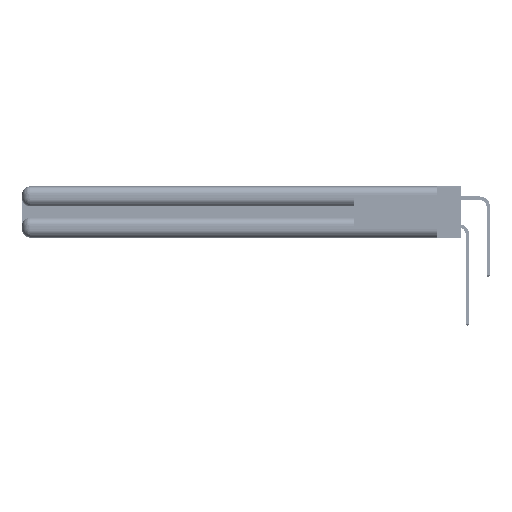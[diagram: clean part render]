
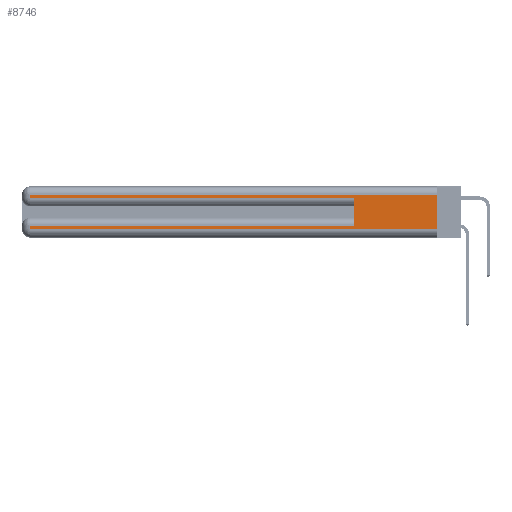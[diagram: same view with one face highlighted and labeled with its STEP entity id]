
A CAD part, left-side view. The second image highlights one B-rep face of the part: STEP entity #8746.
In plain terms, the highlighted planar face has unit normal (-1, 0, 0).
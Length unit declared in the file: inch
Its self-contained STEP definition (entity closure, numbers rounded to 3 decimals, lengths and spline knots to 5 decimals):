
#133 = VERTEX_POINT ( 'NONE', #45411 ) ;
#879 = VERTEX_POINT ( 'NONE', #43024 ) ;
#1881 = LINE ( 'NONE', #34769, #36127 ) ;
#2799 = CARTESIAN_POINT ( 'NONE',  ( 0., 2.94, 0.37 ) ) ;
#5078 = CARTESIAN_POINT ( 'NONE',  ( 0., 2.94, 0.37 ) ) ;
#5800 = ORIENTED_EDGE ( 'NONE', *, *, #55856, .T. ) ;
#6353 = CARTESIAN_POINT ( 'NONE',  ( 0., 2.94, 0.285 ) ) ;
#6410 = EDGE_CURVE ( 'NONE', #39709, #133, #50459, .T. ) ;
#7325 = CARTESIAN_POINT ( 'NONE',  ( 0., 0., 0.06 ) ) ;
#7338 = DIRECTION ( 'NONE',  ( 0., 0., -1. ) ) ;
#7734 = CARTESIAN_POINT ( 'NONE',  ( 0., 2.94, 0.31 ) ) ;
#8052 = EDGE_LOOP ( 'NONE', ( #53012, #38595, #21323, #5800, #28964, #11542, #31119, #50457 ) ) ;
#8682 = EDGE_CURVE ( 'NONE', #24197, #879, #47556, .T. ) ;
#8746 = ADVANCED_FACE ( 'NONE', ( #9330 ), #31846, .F. ) ;
#9330 = FACE_OUTER_BOUND ( 'NONE', #8052, .T. ) ;
#9640 = DIRECTION ( 'NONE',  ( 0., 0., -1. ) ) ;
#9716 = VERTEX_POINT ( 'NONE', #22038 ) ;
#10045 = LINE ( 'NONE', #28783, #20558 ) ;
#11542 = ORIENTED_EDGE ( 'NONE', *, *, #8682, .T. ) ;
#11884 = DIRECTION ( 'NONE',  ( 0., -1., 0. ) ) ;
#12846 = VERTEX_POINT ( 'NONE', #6353 ) ;
#13065 = VERTEX_POINT ( 'NONE', #7734 ) ;
#15108 = VECTOR ( 'NONE', #11884, 39.37008 ) ;
#15122 = EDGE_CURVE ( 'NONE', #9716, #13065, #51304, .T. ) ;
#15317 = VECTOR ( 'NONE', #9640, 39.37008 ) ;
#15482 = DIRECTION ( 'NONE',  ( 0., 0., -1. ) ) ;
#17909 = CARTESIAN_POINT ( 'NONE',  ( 0., 0., 0.085 ) ) ;
#18296 = VECTOR ( 'NONE', #42402, 39.37008 ) ;
#20558 = VECTOR ( 'NONE', #15482, 39.37008 ) ;
#21323 = ORIENTED_EDGE ( 'NONE', *, *, #53381, .T. ) ;
#22038 = CARTESIAN_POINT ( 'NONE',  ( 0., 0., 0.31 ) ) ;
#24197 = VERTEX_POINT ( 'NONE', #54311 ) ;
#24441 = EDGE_CURVE ( 'NONE', #879, #39709, #49309, .T. ) ;
#25816 = VECTOR ( 'NONE', #7338, 39.37008 ) ;
#27383 = DIRECTION ( 'NONE',  ( 1., 0., 0. ) ) ;
#27859 = VECTOR ( 'NONE', #27958, 39.37008 ) ;
#27958 = DIRECTION ( 'NONE',  ( 0., 1., 0. ) ) ;
#28783 = CARTESIAN_POINT ( 'NONE',  ( 0., 0., 0.37 ) ) ;
#28964 = ORIENTED_EDGE ( 'NONE', *, *, #52301, .F. ) ;
#31119 = ORIENTED_EDGE ( 'NONE', *, *, #24441, .T. ) ;
#31539 = LINE ( 'NONE', #37970, #18296 ) ;
#31846 = PLANE ( 'NONE',  #32296 ) ;
#32296 = AXIS2_PLACEMENT_3D ( 'NONE', #36265, #27383, #40706 ) ;
#33027 = EDGE_CURVE ( 'NONE', #9716, #133, #10045, .T. ) ;
#34769 = CARTESIAN_POINT ( 'NONE',  ( 0., 0., 0.285 ) ) ;
#35827 = VECTOR ( 'NONE', #44459, 39.37008 ) ;
#36127 = VECTOR ( 'NONE', #52504, 39.37008 ) ;
#36265 = CARTESIAN_POINT ( 'NONE',  ( 0., 0., 0.37 ) ) ;
#37970 = CARTESIAN_POINT ( 'NONE',  ( 0., 0.6, 0.145 ) ) ;
#38595 = ORIENTED_EDGE ( 'NONE', *, *, #15122, .T. ) ;
#38940 = CARTESIAN_POINT ( 'NONE',  ( 0., 2.94, 0.06 ) ) ;
#39709 = VERTEX_POINT ( 'NONE', #38940 ) ;
#40706 = DIRECTION ( 'NONE',  ( 0., 0., -1. ) ) ;
#42402 = DIRECTION ( 'NONE',  ( 0., 0., 1. ) ) ;
#43024 = CARTESIAN_POINT ( 'NONE',  ( 0., 2.94, 0.085 ) ) ;
#44459 = DIRECTION ( 'NONE',  ( 0., 1., 0. ) ) ;
#45411 = CARTESIAN_POINT ( 'NONE',  ( 0., 0., 0.06 ) ) ;
#47556 = LINE ( 'NONE', #17909, #35827 ) ;
#49290 = LINE ( 'NONE', #5078, #15317 ) ;
#49309 = LINE ( 'NONE', #2799, #25816 ) ;
#49969 = CARTESIAN_POINT ( 'NONE',  ( 0., 0.6, 0.285 ) ) ;
#50457 = ORIENTED_EDGE ( 'NONE', *, *, #6410, .T. ) ;
#50459 = LINE ( 'NONE', #7325, #15108 ) ;
#51304 = LINE ( 'NONE', #54341, #27859 ) ;
#52301 = EDGE_CURVE ( 'NONE', #24197, #53468, #31539, .T. ) ;
#52504 = DIRECTION ( 'NONE',  ( 0., -1., 0. ) ) ;
#53012 = ORIENTED_EDGE ( 'NONE', *, *, #33027, .F. ) ;
#53381 = EDGE_CURVE ( 'NONE', #13065, #12846, #49290, .T. ) ;
#53468 = VERTEX_POINT ( 'NONE', #49969 ) ;
#54311 = CARTESIAN_POINT ( 'NONE',  ( 0., 0.6, 0.085 ) ) ;
#54341 = CARTESIAN_POINT ( 'NONE',  ( 0., 0., 0.31 ) ) ;
#55856 = EDGE_CURVE ( 'NONE', #12846, #53468, #1881, .T. ) ;
